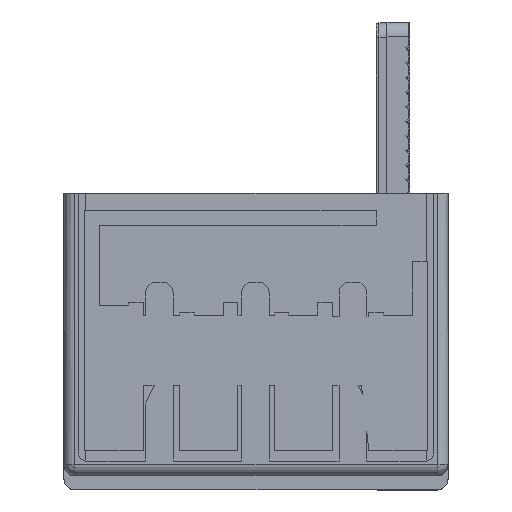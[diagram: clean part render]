
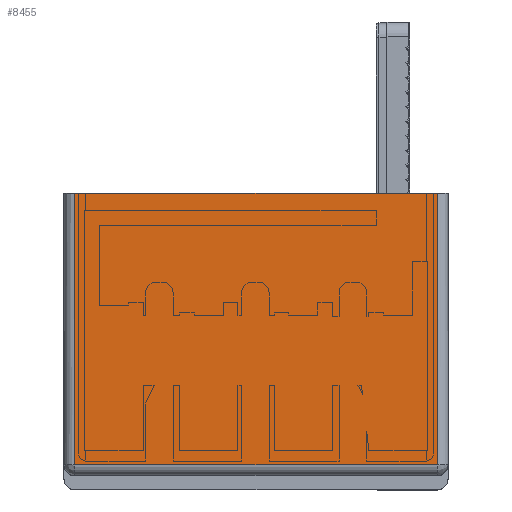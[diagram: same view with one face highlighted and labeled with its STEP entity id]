
A CAD part, top view. The second image highlights one B-rep face of the part: STEP entity #8455.
In plain terms, the highlighted planar face has unit normal (0, 0, 1).
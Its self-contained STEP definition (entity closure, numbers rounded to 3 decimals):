
#529 = DIRECTION ( 'NONE',  ( 0., 0., -1. ) ) ;
#530 = DIRECTION ( 'NONE',  ( -1., 0., 0. ) ) ;
#555 = FACE_OUTER_BOUND ( 'NONE', #6098, .T. ) ;
#571 = CARTESIAN_POINT ( 'NONE',  ( 11.75, -17.624, 305. ) ) ;
#572 = PLANE ( 'NONE',  #59817 ) ;
#4557 = VECTOR ( 'NONE', #50512, 1000. ) ;
#4612 = VECTOR ( 'NONE', #46005, 1000. ) ;
#4617 = VECTOR ( 'NONE', #46667, 1000. ) ;
#4913 = VECTOR ( 'NONE', #51161, 1000. ) ;
#6098 = EDGE_LOOP ( 'NONE', ( #36795, #36914, #36848, #36920 ) ) ;
#8455 = ADVANCED_FACE ( 'NONE', ( #555 ), #572, .F. ) ;
#9571 = EDGE_CURVE ( 'NONE', #12447, #12528, #46032, .T. ) ;
#9576 = EDGE_CURVE ( 'NONE', #12442, #12302, #46038, .T. ) ;
#9579 = EDGE_CURVE ( 'NONE', #12302, #12447, #50559, .T. ) ;
#9657 = EDGE_CURVE ( 'NONE', #12528, #12442, #51246, .T. ) ;
#12302 = VERTEX_POINT ( 'NONE', #42215 ) ;
#12442 = VERTEX_POINT ( 'NONE', #41898 ) ;
#12447 = VERTEX_POINT ( 'NONE', #38754 ) ;
#12528 = VERTEX_POINT ( 'NONE', #38784 ) ;
#36795 = ORIENTED_EDGE ( 'NONE', *, *, #9657, .F. ) ;
#36848 = ORIENTED_EDGE ( 'NONE', *, *, #9579, .F. ) ;
#36914 = ORIENTED_EDGE ( 'NONE', *, *, #9571, .F. ) ;
#36920 = ORIENTED_EDGE ( 'NONE', *, *, #9576, .F. ) ;
#38754 = CARTESIAN_POINT ( 'NONE',  ( -0.7, -0.95, 305. ) ) ;
#38784 = CARTESIAN_POINT ( 'NONE',  ( -0.7, 17.7, 305. ) ) ;
#41898 = CARTESIAN_POINT ( 'NONE',  ( 24.2, 17.7, 305. ) ) ;
#42215 = CARTESIAN_POINT ( 'NONE',  ( 24.2, -0.95, 305. ) ) ;
#46005 = DIRECTION ( 'NONE',  ( 0., 1., 0. ) ) ;
#46032 = LINE ( 'NONE', #46034, #4612 ) ;
#46034 = CARTESIAN_POINT ( 'NONE',  ( -0.7, -17.624, 305. ) ) ;
#46038 = LINE ( 'NONE', #46504, #4617 ) ;
#46504 = CARTESIAN_POINT ( 'NONE',  ( 24.2, -17.624, 305. ) ) ;
#46667 = DIRECTION ( 'NONE',  ( 0., -1., 0. ) ) ;
#50512 = DIRECTION ( 'NONE',  ( -1., 0., 0. ) ) ;
#50534 = CARTESIAN_POINT ( 'NONE',  ( 11.75, -0.95, 305. ) ) ;
#50559 = LINE ( 'NONE', #50534, #4557 ) ;
#51161 = DIRECTION ( 'NONE',  ( 1., 0., 0. ) ) ;
#51204 = CARTESIAN_POINT ( 'NONE',  ( 11.75, 17.7, 305. ) ) ;
#51246 = LINE ( 'NONE', #51204, #4913 ) ;
#59817 = AXIS2_PLACEMENT_3D ( 'NONE', #571, #529, #530 ) ;
